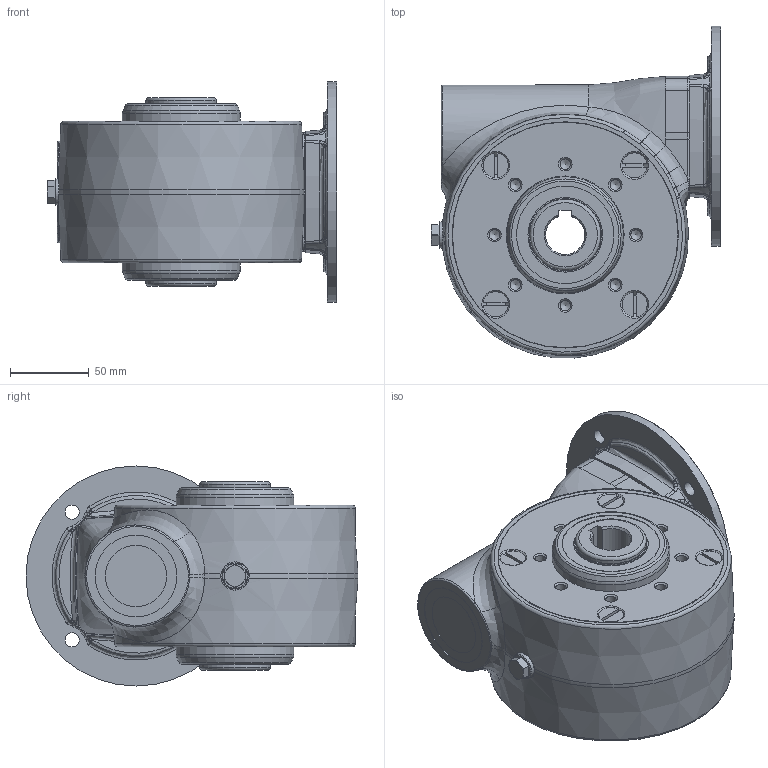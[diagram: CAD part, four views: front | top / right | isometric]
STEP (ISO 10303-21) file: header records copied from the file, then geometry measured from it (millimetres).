
FILE_DESCRIPTION(/* description */ ('Unknown'),/* implementation_level */ '2;1');
FILE_NAME(/* name */ '_P_N63_UNI_N_xxx_0_MF_I_N_N_-T_B3_-E_',/* time_stamp */ '2025-09-10T13:34:17+02:00',/* author */ ('Unknown'),/* organization */ ('Unknown'),/* preprocessor_version */ 'ST-DEVELOPER v18.104',/* originating_system */ 'Solid Edge',/* authorisation */ 'Unknown');
FILE_SCHEMA (('AUTOMOTIVE_DESIGN {1 0 10303 214 3 1 1}'));
Length unit declared in the file: millimetre
Products named in the file (6): _P_N63_UNI_N_xxx_0_MF_I_N_N_-T_B3_-E_; _B_N63_; I634041; VTBIM08x16; C405094Z
Assembly tree (8 placements, depth 3):
  _P_N63_UNI_N_xxx_0_MF_I_N_N_-T_B3_-E_
    _B_N63_
    I634041
      I634041
      VTBIM08x16  x4
    C405094Z
Bounding box: 184.3 x 211.26 x 140 mm (x, y, z)
Volume: 2154829.5 mm3; surface area: 176157.1 mm2
Topology: 7 solids, 8 shells, 486 faces, 1191 edges, 761 vertices
Faces by surface type: plane 141, bspline 111, cylinder 100, cone 99, torus 35
Full cylindrical faces by diameter (mm): 6.647 x20, 8 x4, 9 x8, 13 x4, 14 x4, 16.662 x1, 18 x1, 24.5 x1, 35 x2, 37 x1, 39 x1, 41 x1, 45 x2, 46 x2, 47 x1, 47.5 x2, 52 x1, 62 x5, 69.2 x2, 75 x2, 95 x1, 140 x1, 144 x1
Entity records: 20173 total; most frequent: CARTESIAN_POINT 9494, ORIENTED_EDGE 1686, DIRECTION 1560, EDGE_CURVE 843, AXIS2_PLACEMENT_3D 704, FACE_BOUND 660, EDGE_LOOP 640, VERTEX_POINT 613
